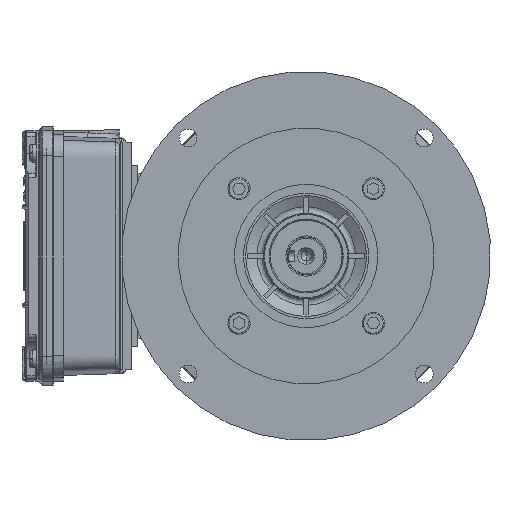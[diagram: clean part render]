
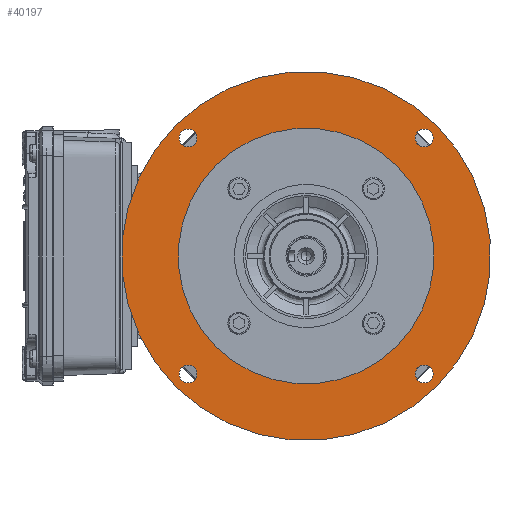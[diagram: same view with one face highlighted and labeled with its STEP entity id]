
A CAD part, left-side view. The second image highlights one B-rep face of the part: STEP entity #40197.
In plain terms, the highlighted planar face has unit normal (-1, 0, 0).
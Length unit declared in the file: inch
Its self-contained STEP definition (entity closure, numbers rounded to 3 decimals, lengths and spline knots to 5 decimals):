
#1724 = AXIS2_PLACEMENT_3D ( 'NONE', #59689, #109240, #82435 ) ;
#1964 = CARTESIAN_POINT ( 'NONE',  ( -4.19055, -2.07713, -2.07713 ) ) ;
#2374 = DIRECTION ( 'NONE',  ( 0., 0.707, 0.707 ) ) ;
#2377 = EDGE_LOOP ( 'NONE', ( #90669, #121568 ) ) ;
#2787 = ORIENTED_EDGE ( 'NONE', *, *, #147602, .T. ) ;
#3321 = EDGE_CURVE ( 'NONE', #43686, #105992, #142455, .T. ) ;
#5008 = CIRCLE ( 'NONE', #41289, 0.15625 ) ;
#5071 = CARTESIAN_POINT ( 'NONE',  ( -4.19055, 1.96664, -2.18761 ) ) ;
#5766 = EDGE_LOOP ( 'NONE', ( #76335, #26142 ) ) ;
#5777 = CARTESIAN_POINT ( 'NONE',  ( -4.19055, 2.29671, 2.29671 ) ) ;
#7340 = EDGE_LOOP ( 'NONE', ( #141880, #109806 ) ) ;
#7421 = DIRECTION ( 'NONE',  ( 0., -0.707, -0.707 ) ) ;
#12862 = DIRECTION ( 'NONE',  ( 0., 0.707, 0.707 ) ) ;
#13960 = AXIS2_PLACEMENT_3D ( 'NONE', #45175, #96183, #18387 ) ;
#14892 = DIRECTION ( 'NONE',  ( 0., 0.707, 0.707 ) ) ;
#15704 = DIRECTION ( 'NONE',  ( 1., 0., 0. ) ) ;
#16771 = EDGE_CURVE ( 'NONE', #35173, #79526, #61524, .T. ) ;
#18307 = DIRECTION ( 'NONE',  ( 0., 0.707, 0.707 ) ) ;
#18330 = AXIS2_PLACEMENT_3D ( 'NONE', #73736, #123272, #12862 ) ;
#18387 = DIRECTION ( 'NONE',  ( 0., 0.707, 0.707 ) ) ;
#21201 = CARTESIAN_POINT ( 'NONE',  ( -4.19055, 0., 0. ) ) ;
#21759 = VERTEX_POINT ( 'NONE', #47289 ) ;
#23300 = DIRECTION ( 'NONE',  ( 0., 0.707, 0.707 ) ) ;
#25402 = EDGE_CURVE ( 'NONE', #145578, #76375, #78929, .T. ) ;
#26142 = ORIENTED_EDGE ( 'NONE', *, *, #134461, .T. ) ;
#27103 = DIRECTION ( 'NONE',  ( 1., 0., 0. ) ) ;
#27487 = VERTEX_POINT ( 'NONE', #5071 ) ;
#30306 = ORIENTED_EDGE ( 'NONE', *, *, #111977, .T. ) ;
#31737 = EDGE_CURVE ( 'NONE', #105992, #43686, #116772, .T. ) ;
#32994 = FACE_BOUND ( 'NONE', #49679, .T. ) ;
#34428 = EDGE_CURVE ( 'NONE', #21759, #121719, #91226, .T. ) ;
#35014 = AXIS2_PLACEMENT_3D ( 'NONE', #21201, #73078, #7421 ) ;
#35173 = VERTEX_POINT ( 'NONE', #124229 ) ;
#35351 = EDGE_LOOP ( 'NONE', ( #43358, #2787 ) ) ;
#37268 = CIRCLE ( 'NONE', #13960, 0.15625 ) ;
#39732 = CARTESIAN_POINT ( 'NONE',  ( -4.19055, -2.07713, 2.07713 ) ) ;
#40197 = ADVANCED_FACE ( 'NONE', ( #144149, #32994, #84054, #80839, #69478, #94613 ), #133573, .T. ) ;
#40966 = AXIS2_PLACEMENT_3D ( 'NONE', #155426, #140813, #18307 ) ;
#41289 = AXIS2_PLACEMENT_3D ( 'NONE', #65570, #93921, #23300 ) ;
#43358 = ORIENTED_EDGE ( 'NONE', *, *, #144228, .T. ) ;
#43686 = VERTEX_POINT ( 'NONE', #43795 ) ;
#43795 = CARTESIAN_POINT ( 'NONE',  ( -4.19055, 2.18761, 2.18761 ) ) ;
#45175 = CARTESIAN_POINT ( 'NONE',  ( -4.19055, -2.07713, 2.07713 ) ) ;
#45824 = EDGE_LOOP ( 'NONE', ( #110806, #126244 ) ) ;
#47289 = CARTESIAN_POINT ( 'NONE',  ( -4.19055, -1.96664, -1.96664 ) ) ;
#47546 = VERTEX_POINT ( 'NONE', #91308 ) ;
#49679 = EDGE_LOOP ( 'NONE', ( #84333, #30306 ) ) ;
#53335 = CIRCLE ( 'NONE', #97372, 0.15625 ) ;
#55914 = AXIS2_PLACEMENT_3D ( 'NONE', #99211, #96817, #108216 ) ;
#57964 = CARTESIAN_POINT ( 'NONE',  ( -4.19055, -2.18761, -2.18761 ) ) ;
#58577 = CARTESIAN_POINT ( 'NONE',  ( -4.19055, -2.18761, 1.96664 ) ) ;
#59689 = CARTESIAN_POINT ( 'NONE',  ( -4.19055, 1.59099, -1.59099 ) ) ;
#61076 = EDGE_CURVE ( 'NONE', #47546, #149921, #122609, .T. ) ;
#61524 = CIRCLE ( 'NONE', #152278, 0.15625 ) ;
#65570 = CARTESIAN_POINT ( 'NONE',  ( -4.19055, 2.07713, -2.07713 ) ) ;
#69478 = FACE_BOUND ( 'NONE', #7340, .T. ) ;
#73078 = DIRECTION ( 'NONE',  ( -1., 0., 0. ) ) ;
#73736 = CARTESIAN_POINT ( 'NONE',  ( -4.19055, 2.07713, 2.07713 ) ) ;
#74943 = DIRECTION ( 'NONE',  ( 0., -0.707, -0.707 ) ) ;
#76017 = CARTESIAN_POINT ( 'NONE',  ( -4.19055, 1.96664, 1.96664 ) ) ;
#76335 = ORIENTED_EDGE ( 'NONE', *, *, #34428, .T. ) ;
#76375 = VERTEX_POINT ( 'NONE', #147546 ) ;
#78929 = CIRCLE ( 'NONE', #35014, 3.24803 ) ;
#79158 = CIRCLE ( 'NONE', #55914, 2.25 ) ;
#79176 = DIRECTION ( 'NONE',  ( 0., -0.707, -0.707 ) ) ;
#79244 = EDGE_CURVE ( 'NONE', #76375, #145578, #106873, .T. ) ;
#79526 = VERTEX_POINT ( 'NONE', #58577 ) ;
#79983 = CARTESIAN_POINT ( 'NONE',  ( -4.19055, 0., 0. ) ) ;
#80839 = FACE_BOUND ( 'NONE', #2377, .T. ) ;
#82435 = DIRECTION ( 'NONE',  ( 0., 0.707, 0.707 ) ) ;
#83128 = EDGE_CURVE ( 'NONE', #79526, #35173, #37268, .T. ) ;
#84054 = FACE_BOUND ( 'NONE', #5766, .T. ) ;
#84333 = ORIENTED_EDGE ( 'NONE', *, *, #61076, .T. ) ;
#85686 = CARTESIAN_POINT ( 'NONE',  ( -4.19055, 2.18761, -1.96664 ) ) ;
#87111 = CARTESIAN_POINT ( 'NONE',  ( -4.19055, 0., 0. ) ) ;
#88701 = AXIS2_PLACEMENT_3D ( 'NONE', #1964, #15704, #139043 ) ;
#90669 = ORIENTED_EDGE ( 'NONE', *, *, #16771, .T. ) ;
#91226 = CIRCLE ( 'NONE', #88701, 0.15625 ) ;
#91308 = CARTESIAN_POINT ( 'NONE',  ( -4.19055, -1.59099, -1.59099 ) ) ;
#93921 = DIRECTION ( 'NONE',  ( 1., 0., 0. ) ) ;
#94613 = FACE_BOUND ( 'NONE', #35351, .T. ) ;
#96183 = DIRECTION ( 'NONE',  ( 1., 0., 0. ) ) ;
#96817 = DIRECTION ( 'NONE',  ( 1., 0., 0. ) ) ;
#97372 = AXIS2_PLACEMENT_3D ( 'NONE', #151399, #111674, #110876 ) ;
#99211 = CARTESIAN_POINT ( 'NONE',  ( -4.19055, 0., 0. ) ) ;
#101690 = DIRECTION ( 'NONE',  ( -1., 0., 0. ) ) ;
#105992 = VERTEX_POINT ( 'NONE', #76017 ) ;
#106873 = CIRCLE ( 'NONE', #122402, 3.24803 ) ;
#108216 = DIRECTION ( 'NONE',  ( 0., -0.707, -0.707 ) ) ;
#109240 = DIRECTION ( 'NONE',  ( -1., 0., 0. ) ) ;
#109806 = ORIENTED_EDGE ( 'NONE', *, *, #31737, .T. ) ;
#110806 = ORIENTED_EDGE ( 'NONE', *, *, #79244, .T. ) ;
#110876 = DIRECTION ( 'NONE',  ( 0., 0.707, 0.707 ) ) ;
#110929 = CIRCLE ( 'NONE', #40966, 0.15625 ) ;
#111674 = DIRECTION ( 'NONE',  ( 1., 0., 0. ) ) ;
#111977 = EDGE_CURVE ( 'NONE', #149921, #47546, #79158, .T. ) ;
#115143 = DIRECTION ( 'NONE',  ( 1., 0., 0. ) ) ;
#116772 = CIRCLE ( 'NONE', #18330, 0.15625 ) ;
#121568 = ORIENTED_EDGE ( 'NONE', *, *, #83128, .T. ) ;
#121719 = VERTEX_POINT ( 'NONE', #57964 ) ;
#122402 = AXIS2_PLACEMENT_3D ( 'NONE', #87111, #101690, #74943 ) ;
#122609 = CIRCLE ( 'NONE', #143329, 2.25 ) ;
#123272 = DIRECTION ( 'NONE',  ( 1., 0., 0. ) ) ;
#124229 = CARTESIAN_POINT ( 'NONE',  ( -4.19055, -1.96664, 2.18761 ) ) ;
#126068 = CARTESIAN_POINT ( 'NONE',  ( -4.19055, 2.07713, 2.07713 ) ) ;
#126244 = ORIENTED_EDGE ( 'NONE', *, *, #25402, .T. ) ;
#129512 = DIRECTION ( 'NONE',  ( 1., 0., 0. ) ) ;
#133573 = PLANE ( 'NONE',  #1724 ) ;
#134461 = EDGE_CURVE ( 'NONE', #121719, #21759, #53335, .T. ) ;
#139043 = DIRECTION ( 'NONE',  ( 0., 0.707, 0.707 ) ) ;
#140813 = DIRECTION ( 'NONE',  ( 1., 0., 0. ) ) ;
#141880 = ORIENTED_EDGE ( 'NONE', *, *, #3321, .T. ) ;
#142455 = CIRCLE ( 'NONE', #158087, 0.15625 ) ;
#142635 = CARTESIAN_POINT ( 'NONE',  ( -4.19055, 1.59099, 1.59099 ) ) ;
#143329 = AXIS2_PLACEMENT_3D ( 'NONE', #79983, #129512, #79176 ) ;
#144149 = FACE_OUTER_BOUND ( 'NONE', #45824, .T. ) ;
#144228 = EDGE_CURVE ( 'NONE', #157237, #27487, #110929, .T. ) ;
#145578 = VERTEX_POINT ( 'NONE', #5777 ) ;
#147546 = CARTESIAN_POINT ( 'NONE',  ( -4.19055, -2.29671, -2.29671 ) ) ;
#147602 = EDGE_CURVE ( 'NONE', #27487, #157237, #5008, .T. ) ;
#149921 = VERTEX_POINT ( 'NONE', #142635 ) ;
#151399 = CARTESIAN_POINT ( 'NONE',  ( -4.19055, -2.07713, -2.07713 ) ) ;
#152278 = AXIS2_PLACEMENT_3D ( 'NONE', #39732, #115143, #2374 ) ;
#155426 = CARTESIAN_POINT ( 'NONE',  ( -4.19055, 2.07713, -2.07713 ) ) ;
#157237 = VERTEX_POINT ( 'NONE', #85686 ) ;
#158087 = AXIS2_PLACEMENT_3D ( 'NONE', #126068, #27103, #14892 ) ;
